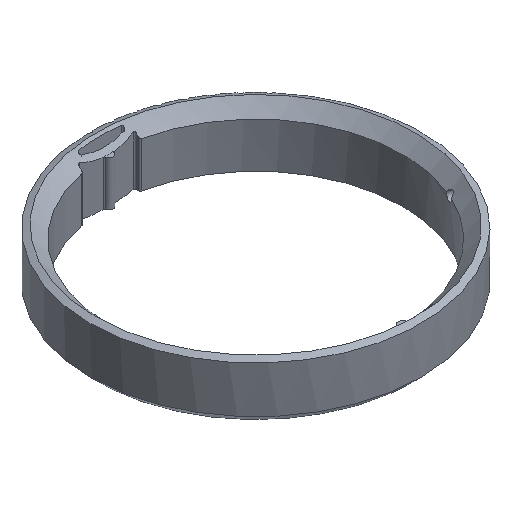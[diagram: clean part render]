
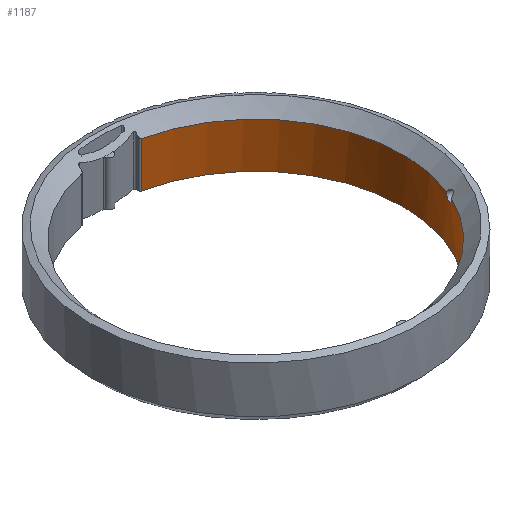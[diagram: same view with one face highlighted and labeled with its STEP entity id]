
A CAD part, isometric view. The second image highlights one B-rep face of the part: STEP entity #1187.
In plain terms, the highlighted cylindrical face has radius 25.75 mm (diameter 51.5 mm), a partial arc.
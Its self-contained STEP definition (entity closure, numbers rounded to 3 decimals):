
#31=CYLINDRICAL_SURFACE('',#1276,25.75);
#69=CIRCLE('',#1277,25.75);
#70=CIRCLE('',#1278,25.75);
#71=CIRCLE('',#1279,25.75);
#134=B_SPLINE_CURVE_WITH_KNOTS('',3,(#1880,#1881,#1882,#1883,#1884,#1885,
#1886),.UNSPECIFIED.,.F.,.F.,(4,1,1,1,4),(0.,0.001,0.002,
0.002,0.003),.UNSPECIFIED.);
#255=ORIENTED_EDGE('',*,*,#595,.T.);
#256=ORIENTED_EDGE('',*,*,#596,.T.);
#257=ORIENTED_EDGE('',*,*,#597,.T.);
#258=ORIENTED_EDGE('',*,*,#598,.T.);
#259=ORIENTED_EDGE('',*,*,#599,.F.);
#260=ORIENTED_EDGE('',*,*,#600,.T.);
#595=EDGE_CURVE('',#761,#762,#69,.T.);
#596=EDGE_CURVE('',#762,#763,#134,.T.);
#597=EDGE_CURVE('',#763,#764,#70,.T.);
#598=EDGE_CURVE('',#764,#765,#874,.T.);
#599=EDGE_CURVE('',#766,#765,#71,.T.);
#600=EDGE_CURVE('',#766,#761,#875,.F.);
#761=VERTEX_POINT('',#1878);
#762=VERTEX_POINT('',#1879);
#763=VERTEX_POINT('',#1887);
#764=VERTEX_POINT('',#1889);
#765=VERTEX_POINT('',#1891);
#766=VERTEX_POINT('',#1893);
#874=LINE('',#1890,#950);
#875=LINE('',#1894,#951);
#950=VECTOR('',#1479,1000.);
#951=VECTOR('',#1482,1000.);
#1010=EDGE_LOOP('',(#255,#256,#257,#258,#259,#260));
#1083=FACE_BOUND('',#1010,.T.);
#1187=ADVANCED_FACE('',(#1083),#31,.F.);
#1276=AXIS2_PLACEMENT_3D('',#1876,#1473,#1474);
#1277=AXIS2_PLACEMENT_3D('',#1877,#1475,#1476);
#1278=AXIS2_PLACEMENT_3D('',#1888,#1477,#1478);
#1279=AXIS2_PLACEMENT_3D('',#1892,#1480,#1481);
#1473=DIRECTION('',(0.,0.,-1.));
#1474=DIRECTION('',(-1.,0.,0.));
#1475=DIRECTION('',(0.,0.,1.));
#1476=DIRECTION('',(1.,0.,0.));
#1477=DIRECTION('',(0.,0.,1.));
#1478=DIRECTION('',(1.,0.,0.));
#1479=DIRECTION('',(0.,0.,-1.));
#1480=DIRECTION('',(0.,0.,1.));
#1481=DIRECTION('',(1.,0.,0.));
#1482=DIRECTION('',(0.,0.,-1.));
#1876=CARTESIAN_POINT('',(0.,0.,23.9));
#1877=CARTESIAN_POINT('',(0.,0.,21.8));
#1878=CARTESIAN_POINT('',(5.2,-25.22,21.8));
#1879=CARTESIAN_POINT('',(23.344,-10.869,21.8));
#1880=CARTESIAN_POINT('',(23.344,-10.869,21.8));
#1881=CARTESIAN_POINT('',(23.31,-10.941,21.559));
#1882=CARTESIAN_POINT('',(23.349,-10.862,21.008));
#1883=CARTESIAN_POINT('',(23.658,-10.178,20.621));
#1884=CARTESIAN_POINT('',(23.942,-9.482,21.007));
#1885=CARTESIAN_POINT('',(23.973,-9.399,21.559));
#1886=CARTESIAN_POINT('',(23.944,-9.473,21.8));
#1887=CARTESIAN_POINT('',(23.944,-9.473,21.8));
#1888=CARTESIAN_POINT('',(0.,0.,21.8));
#1889=CARTESIAN_POINT('',(5.2,25.22,21.8));
#1890=CARTESIAN_POINT('',(5.2,25.22,23.9));
#1891=CARTESIAN_POINT('',(5.2,25.22,13.9));
#1892=CARTESIAN_POINT('',(0.,0.,13.9));
#1893=CARTESIAN_POINT('',(5.2,-25.22,13.9));
#1894=CARTESIAN_POINT('',(5.2,-25.22,23.9));
